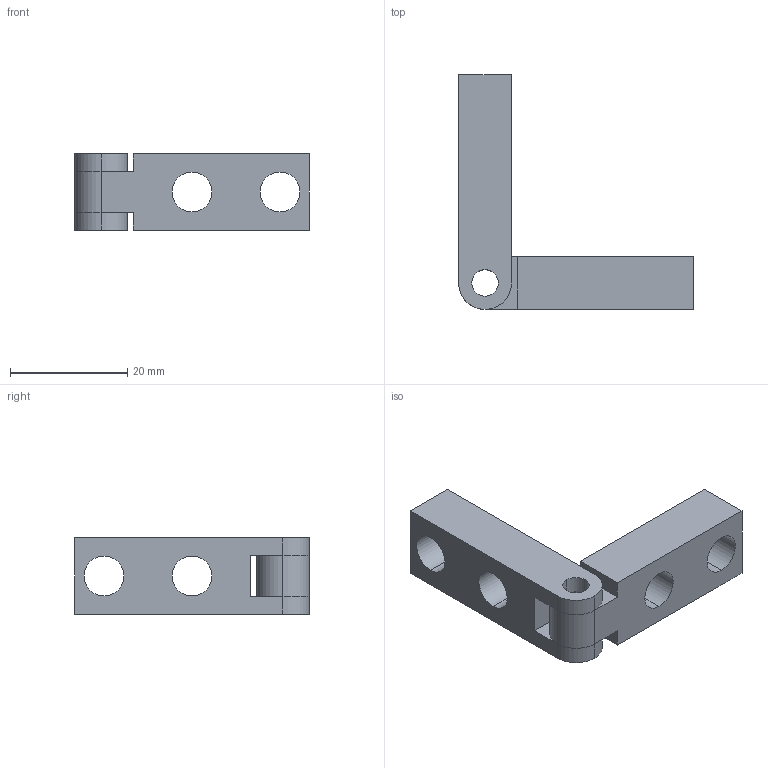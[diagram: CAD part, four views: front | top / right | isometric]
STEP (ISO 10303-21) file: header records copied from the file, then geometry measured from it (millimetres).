
FILE_DESCRIPTION (( 'STEP AP203' ), '1' );
FILE_NAME ('5.JNT.025.STEP', '2015-10-07T09:01:02', ( '' ), ( '' ), 'SwSTEP 2.0', 'SolidWorks 2012', '' );
FILE_SCHEMA (( 'CONFIG_CONTROL_DESIGN' ));
Length unit declared in the file: millimetre
Products named in the file (3): 084.307.007A; 084.307.007B; 5.JNT.025
Assembly tree (2 placements, depth 2):
  5.JNT.025
    084.307.007B
    084.307.007A
Bounding box: 40 x 40 x 13 mm (x, y, z)
Volume: 6562.9 mm3; surface area: 4372.5 mm2
Topology: 2 solids, 2 shells, 37 faces, 99 edges, 66 vertices
Faces by surface type: cylinder 20, plane 17
Entity records: 1506 total; most frequent: DIRECTION 223, CARTESIAN_POINT 207, ORIENTED_EDGE 198, EDGE_CURVE 99, AXIS2_PLACEMENT_3D 82, VERTEX_POINT 66, VECTOR 59, LINE 59
